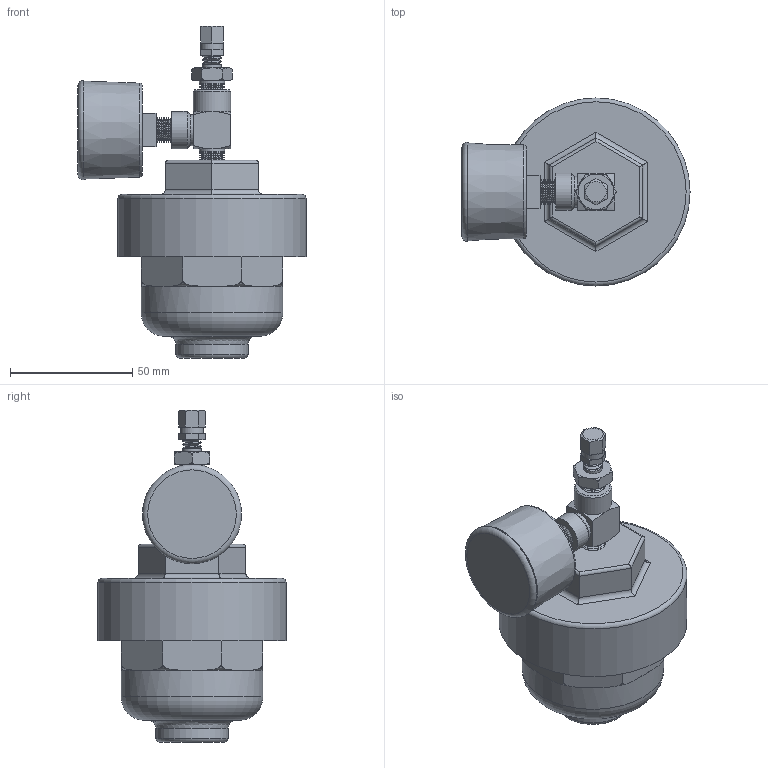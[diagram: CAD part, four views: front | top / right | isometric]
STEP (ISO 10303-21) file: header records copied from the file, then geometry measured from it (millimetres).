
FILE_DESCRIPTION((''),'2;1');
FILE_NAME('APIF-POLY_R0.ipt.stp','2017-07-10T09:52:03',(''),(''),'Autodesk Inventor 2009','Autodesk Inventor 2009','');
FILE_SCHEMA(('AUTOMOTIVE_DESIGN { 1 0 10303 214 1 1 1 1 }'));
Length unit declared in the file: inch
Products named in the file (1): APIF-POLY_R0
Bounding box: 93.16 x 76.83 x 135.64 mm (x, y, z)
Volume: 162448.9 mm3; surface area: 50250.3 mm2
Topology: 9 solids, 9 shells, 296 faces, 647 edges, 380 vertices
Faces by surface type: cone 117, plane 93, cylinder 38, bspline 35, torus 13
Full cylindrical faces by diameter (mm): 2.413 x1, 7.62 x1, 8.733 x7, 9.349 x1, 10.287 x2, 12.7 x1, 15.24 x2, 29.499 x1, 40.005 x1, 40.513 x1, 51.527 x2, 55.337 x2, 57.877 x1, 61.433 x1, 76.835 x1
Entity records: 8895 total; most frequent: CARTESIAN_POINT 3146, DIRECTION 1130, ORIENTED_EDGE 966, EDGE_CURVE 483, AXIS2_PLACEMENT_3D 482, EDGE_LOOP 462, VERTEX_POINT 358, FACE_OUTER_BOUND 296
